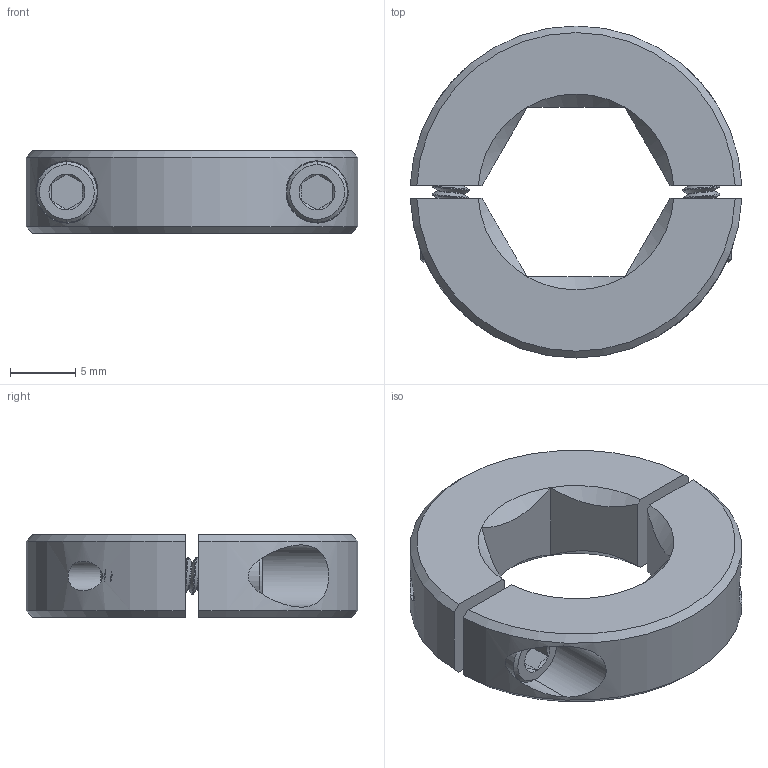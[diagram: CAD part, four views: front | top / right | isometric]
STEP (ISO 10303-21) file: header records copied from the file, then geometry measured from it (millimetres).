
FILE_DESCRIPTION (( 'STEP AP214' ), '1' );
FILE_NAME ('WCP-0071 Rev1.STEP', '2017-01-03T07:54:33', ( '' ), ( '' ), 'SwSTEP 2.0', 'SolidWorks 2016', '' );
FILE_SCHEMA (( 'AUTOMOTIVE_DESIGN' ));
Length unit declared in the file: inch
Products named in the file (1): WCP-0071 Rev1
Bounding box: 25.38 x 25.4 x 6.35 mm (x, y, z)
Volume: 2129.5 mm3; surface area: 2286.1 mm2
Topology: 3 solids, 3 shells, 296 faces, 792 edges, 512 vertices
Faces by surface type: cylinder 197, cone 47, plane 46, bspline 6
Entity records: 13325 total; most frequent: CARTESIAN_POINT 7027, ORIENTED_EDGE 1584, DIRECTION 1039, EDGE_CURVE 792, VERTEX_POINT 512, AXIS2_PLACEMENT_3D 388, EDGE_LOOP 312, ADVANCED_FACE 296
